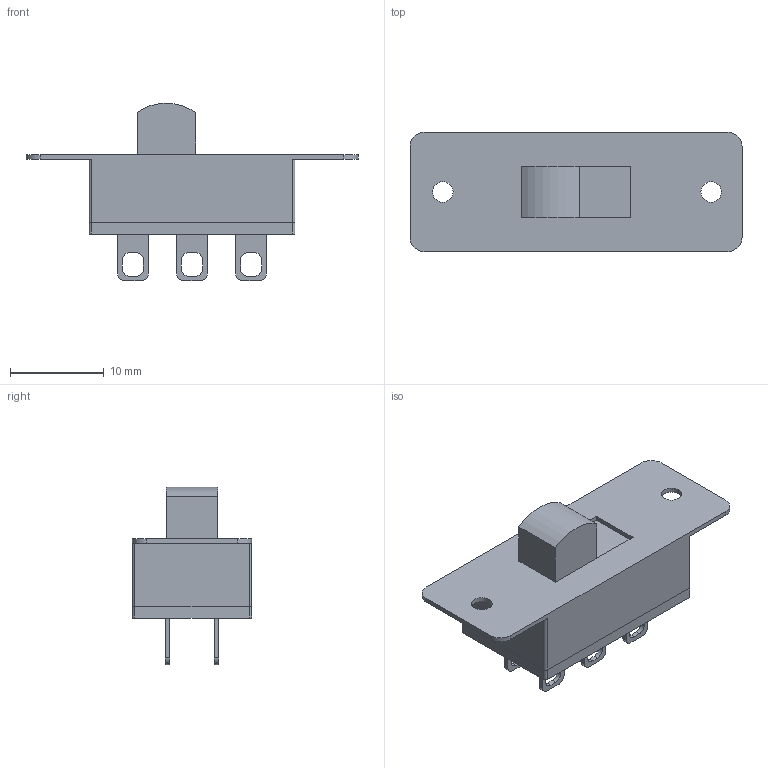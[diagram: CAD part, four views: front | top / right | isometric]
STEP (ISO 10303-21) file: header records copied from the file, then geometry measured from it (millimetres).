
FILE_DESCRIPTION(/* description */ ('STEP AP242','CAx-IF Rec.Pracs.---Representation and Presentation of Product Manufacturing Information (PMI)---4.0---2014-10-13','CAx-IF Rec.Pracs.---3D Tessellated Geometry---0.4---2014-09-14','2;1'),/* implementation_level */ '2;1');
FILE_NAME(/* name */ '630cdcd087a16343dfeed7bb',/* time_stamp */ '2022-08-29T15:35:45+00:00',/* author */ (''),/* organization */ (''),/* preprocessor_version */ 'ST-DEVELOPER v18.102',/* originating_system */ ' ',/* authorisation */ ' ');
FILE_SCHEMA (('AP242_MANAGED_MODEL_BASED_3D_ENGINEERING_MIM_LF { 1 0 10303 442 1 1 4 }'));
Length unit declared in the file: metre
Products named in the file (9): Switch; Pin6; Pin5; Pin4; Pin3; Pin2; Pin1; PCA; Main Body
Bounding box: 35.5 x 12.75 x 19 mm (x, y, z)
Volume: 2660.7 mm3; surface area: 2772.4 mm2
Topology: 9 solids, 9 shells, 139 faces, 360 edges, 240 vertices
Faces by surface type: plane 88, cylinder 51
Full cylindrical faces by diameter (mm): 2.2 x2
Entity records: 4503 total; most frequent: DIRECTION 756, CARTESIAN_POINT 746, ORIENTED_EDGE 716, EDGE_CURVE 358, LINE 256, VECTOR 256, AXIS2_PLACEMENT_3D 250, VERTEX_POINT 240
